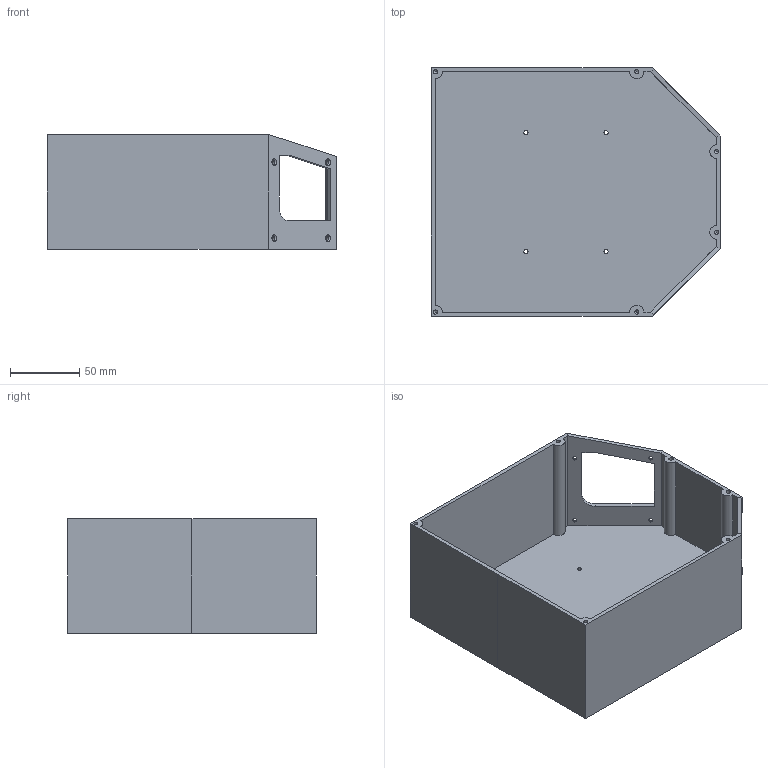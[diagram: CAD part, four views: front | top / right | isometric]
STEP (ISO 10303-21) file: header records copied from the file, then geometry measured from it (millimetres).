
FILE_DESCRIPTION(('CATIA V5 STEP Exchange'),'2;1');
FILE_NAME('boitier.stp','2019-08-01T19:08:49+00:00',('none'),('none'),'CATIA Version 5 Release 21 GA (IN-10)','CATIA V5 STEP AP203','none');
FILE_SCHEMA(('CONFIG_CONTROL_DESIGN'));
Length unit declared in the file: millimetre
Products named in the file (1): Part1
Bounding box: 209.5 x 180 x 83 mm (x, y, z)
Volume: 269367 mm3; surface area: 175724 mm2
Topology: 1 solids, 1 shells, 106 faces, 280 edges, 170 vertices
Faces by surface type: cylinder 44, plane 34, cone 28
Entity records: 3169 total; most frequent: CARTESIAN_POINT 718, ORIENTED_EDGE 536, DIRECTION 387, EDGE_CURVE 268, VERTEX_POINT 170, VECTOR 161, LINE 161, AXIS2_PLACEMENT_3D 153
